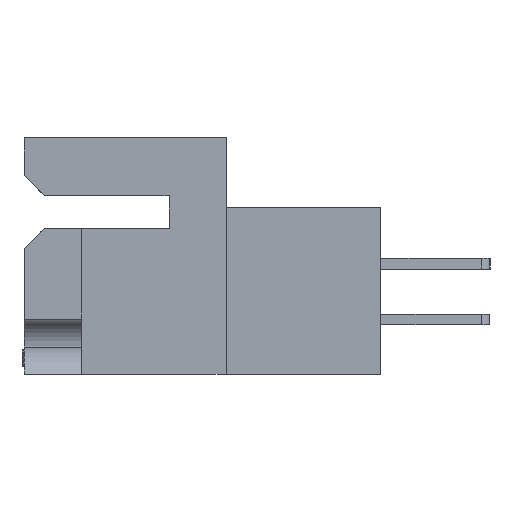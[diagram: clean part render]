
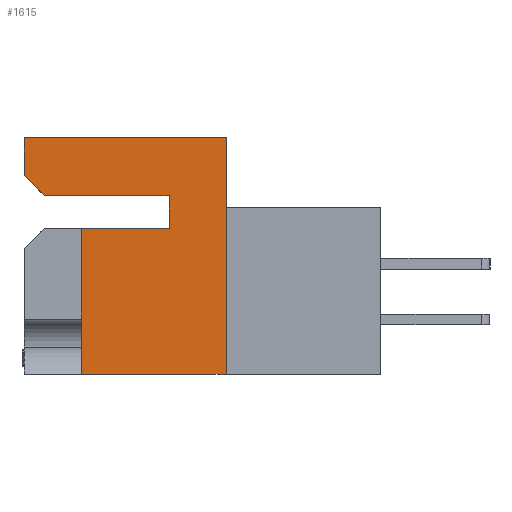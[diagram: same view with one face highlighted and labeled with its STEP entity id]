
A CAD part, left-side view. The second image highlights one B-rep face of the part: STEP entity #1615.
In plain terms, the highlighted planar face has unit normal (-1, 0, 0).
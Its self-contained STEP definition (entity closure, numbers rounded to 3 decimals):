
#470 = DIRECTION ( 'NONE',  ( 1., 0., 0. ) ) ;
#602 = DIRECTION ( 'NONE',  ( 0., 0., -1. ) ) ;
#1267 = CARTESIAN_POINT ( 'NONE',  ( 0., 10.363, -3.302 ) ) ;
#1615 = ADVANCED_FACE ( 'NONE', ( #19250 ), #28872, .F. ) ;
#1823 = VECTOR ( 'NONE', #36196, 1000. ) ;
#2248 = VECTOR ( 'NONE', #16121, 1000. ) ;
#2531 = CARTESIAN_POINT ( 'NONE',  ( 0., 8.255, -5.182 ) ) ;
#3583 = CARTESIAN_POINT ( 'NONE',  ( 0., 0., -5.182 ) ) ;
#3716 = EDGE_CURVE ( 'NONE', #20110, #18677, #18788, .T. ) ;
#3832 = CARTESIAN_POINT ( 'NONE',  ( 0., 3.251, -3.302 ) ) ;
#4402 = AXIS2_PLACEMENT_3D ( 'NONE', #13607, #470, #602 ) ;
#7205 = CARTESIAN_POINT ( 'NONE',  ( 0., 8.255, -5.182 ) ) ;
#8666 = CARTESIAN_POINT ( 'NONE',  ( 0., 3.251, -5.182 ) ) ;
#10291 = LINE ( 'NONE', #29886, #1823 ) ;
#10881 = VERTEX_POINT ( 'NONE', #18147 ) ;
#11468 = EDGE_CURVE ( 'NONE', #40701, #20110, #24275, .T. ) ;
#12373 = CARTESIAN_POINT ( 'NONE',  ( 0., 0., -3.302 ) ) ;
#12674 = DIRECTION ( 'NONE',  ( 0., -1., 0. ) ) ;
#12766 = DIRECTION ( 'NONE',  ( 0., -1., 0. ) ) ;
#12832 = VERTEX_POINT ( 'NONE', #8666 ) ;
#12916 = ORIENTED_EDGE ( 'NONE', *, *, #32766, .T. ) ;
#13607 = CARTESIAN_POINT ( 'NONE',  ( 0., 0., 0. ) ) ;
#13702 = LINE ( 'NONE', #40839, #2248 ) ;
#13930 = CARTESIAN_POINT ( 'NONE',  ( 0., 11.506, 0. ) ) ;
#15147 = VECTOR ( 'NONE', #22458, 1000. ) ;
#16121 = DIRECTION ( 'NONE',  ( 0., 0., 1. ) ) ;
#17065 = DIRECTION ( 'NONE',  ( 0., -0.707, -0.707 ) ) ;
#17509 = EDGE_CURVE ( 'NONE', #18677, #12832, #19575, .T. ) ;
#18147 = CARTESIAN_POINT ( 'NONE',  ( 0., 11.506, -2.159 ) ) ;
#18435 = DIRECTION ( 'NONE',  ( 0., 0., 1. ) ) ;
#18644 = DIRECTION ( 'NONE',  ( 0., 1., 0. ) ) ;
#18672 = DIRECTION ( 'NONE',  ( 0., 1., 0. ) ) ;
#18677 = VERTEX_POINT ( 'NONE', #7205 ) ;
#18706 = ORIENTED_EDGE ( 'NONE', *, *, #11468, .F. ) ;
#18788 = LINE ( 'NONE', #2531, #38469 ) ;
#19250 = FACE_OUTER_BOUND ( 'NONE', #20799, .T. ) ;
#19408 = CARTESIAN_POINT ( 'NONE',  ( 0., 11.506, 0. ) ) ;
#19575 = LINE ( 'NONE', #3583, #20042 ) ;
#19795 = ORIENTED_EDGE ( 'NONE', *, *, #39311, .F. ) ;
#20042 = VECTOR ( 'NONE', #12766, 1000. ) ;
#20110 = VERTEX_POINT ( 'NONE', #35583 ) ;
#20799 = EDGE_LOOP ( 'NONE', ( #18706, #26792, #25338, #24649, #12916, #19795, #27022, #39747, #24600 ) ) ;
#20831 = EDGE_CURVE ( 'NONE', #37642, #40701, #10291, .T. ) ;
#21611 = EDGE_CURVE ( 'NONE', #12832, #24683, #27419, .T. ) ;
#21932 = VECTOR ( 'NONE', #18672, 1000. ) ;
#22105 = EDGE_CURVE ( 'NONE', #10881, #28523, #13702, .T. ) ;
#22458 = DIRECTION ( 'NONE',  ( 0., 0., 1. ) ) ;
#23396 = CARTESIAN_POINT ( 'NONE',  ( 0., 10.363, -3.302 ) ) ;
#24275 = LINE ( 'NONE', #31170, #38088 ) ;
#24600 = ORIENTED_EDGE ( 'NONE', *, *, #3716, .F. ) ;
#24649 = ORIENTED_EDGE ( 'NONE', *, *, #22105, .F. ) ;
#24683 = VERTEX_POINT ( 'NONE', #3832 ) ;
#25338 = ORIENTED_EDGE ( 'NONE', *, *, #34852, .F. ) ;
#25979 = CARTESIAN_POINT ( 'NONE',  ( 0., 0., -13.487 ) ) ;
#26792 = ORIENTED_EDGE ( 'NONE', *, *, #20831, .F. ) ;
#27022 = ORIENTED_EDGE ( 'NONE', *, *, #21611, .F. ) ;
#27419 = LINE ( 'NONE', #28379, #15147 ) ;
#28329 = LINE ( 'NONE', #12373, #21932 ) ;
#28379 = CARTESIAN_POINT ( 'NONE',  ( 0., 3.251, -5.182 ) ) ;
#28523 = VERTEX_POINT ( 'NONE', #13930 ) ;
#28872 = PLANE ( 'NONE',  #4402 ) ;
#29886 = CARTESIAN_POINT ( 'NONE',  ( 0., 0., 0. ) ) ;
#31170 = CARTESIAN_POINT ( 'NONE',  ( 0., -8.814, -13.487 ) ) ;
#31270 = VECTOR ( 'NONE', #17065, 1000. ) ;
#31456 = VERTEX_POINT ( 'NONE', #1267 ) ;
#32766 = EDGE_CURVE ( 'NONE', #10881, #31456, #39638, .T. ) ;
#34160 = LINE ( 'NONE', #19408, #34635 ) ;
#34635 = VECTOR ( 'NONE', #12674, 1000. ) ;
#34852 = EDGE_CURVE ( 'NONE', #28523, #37642, #34160, .T. ) ;
#35583 = CARTESIAN_POINT ( 'NONE',  ( 0., 8.255, -13.487 ) ) ;
#36196 = DIRECTION ( 'NONE',  ( 0., 0., -1. ) ) ;
#37197 = CARTESIAN_POINT ( 'NONE',  ( 0., 0., 0. ) ) ;
#37642 = VERTEX_POINT ( 'NONE', #37197 ) ;
#38088 = VECTOR ( 'NONE', #18644, 1000. ) ;
#38469 = VECTOR ( 'NONE', #18435, 1000. ) ;
#39311 = EDGE_CURVE ( 'NONE', #24683, #31456, #28329, .T. ) ;
#39638 = LINE ( 'NONE', #23396, #31270 ) ;
#39747 = ORIENTED_EDGE ( 'NONE', *, *, #17509, .F. ) ;
#40701 = VERTEX_POINT ( 'NONE', #25979 ) ;
#40839 = CARTESIAN_POINT ( 'NONE',  ( 0., 11.506, -13.487 ) ) ;
